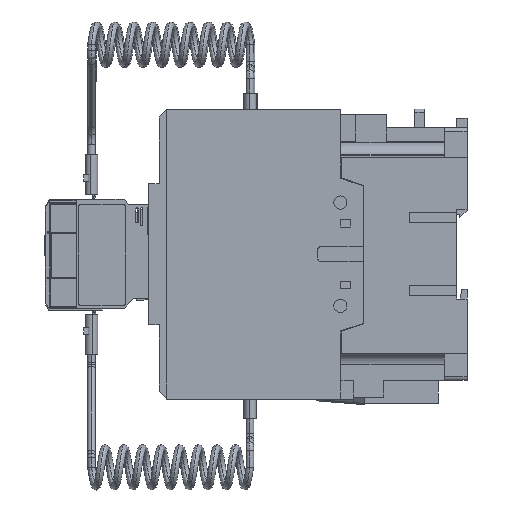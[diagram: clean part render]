
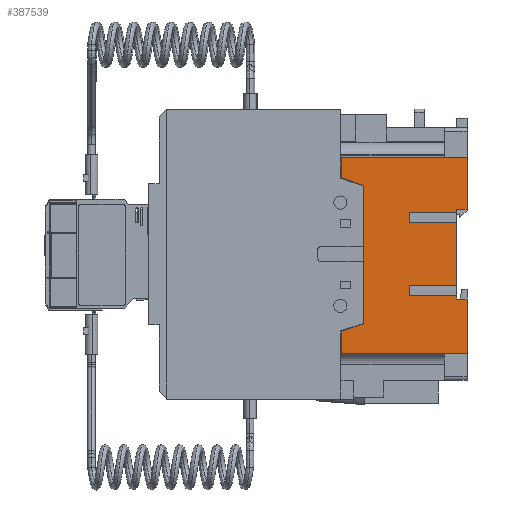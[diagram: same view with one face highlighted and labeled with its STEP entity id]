
A CAD part, left-side view. The second image highlights one B-rep face of the part: STEP entity #387539.
In plain terms, the highlighted planar face has unit normal (-1, 0, 0).
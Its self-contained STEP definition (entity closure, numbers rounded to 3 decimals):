
#371422=DIRECTION('',(0.,1.,0.));
#371423=VECTOR('',#371422,4.2);
#371424=CARTESIAN_POINT('',(-37.675,0.,-17.75));
#371425=LINE('',#371424,#371423);
#371506=DIRECTION('',(0.,0.,1.));
#371507=VECTOR('',#371506,1.25);
#371508=CARTESIAN_POINT('',(-37.675,4.2,-17.75));
#371509=LINE('',#371508,#371507);
#371527=DIRECTION('',(0.,0.,1.));
#371528=VECTOR('',#371527,25.);
#371529=CARTESIAN_POINT('',(-37.675,4.2,-12.5));
#371530=LINE('',#371529,#371528);
#371555=DIRECTION('',(0.,0.,1.));
#371556=VECTOR('',#371555,1.25);
#371557=CARTESIAN_POINT('',(-37.675,4.2,16.5));
#371558=LINE('',#371557,#371556);
#371905=DIRECTION('',(0.,-1.,0.));
#371906=VECTOR('',#371905,4.2);
#371907=CARTESIAN_POINT('',(-37.675,4.2,17.75));
#371908=LINE('',#371907,#371906);
#371926=DIRECTION('',(0.,0.,1.));
#371927=VECTOR('',#371926,8.928);
#371928=CARTESIAN_POINT('',(-37.675,49.9,-39.45));
#371929=LINE('',#371928,#371927);
#371933=DIRECTION('',(0.,-0.949,0.316));
#371934=VECTOR('',#371933,9.487);
#371935=CARTESIAN_POINT('',(-37.675,49.9,-30.522));
#371936=LINE('',#371935,#371934);
#371940=DIRECTION('',(0.,0.,1.));
#371941=VECTOR('',#371940,54.744);
#371942=CARTESIAN_POINT('',(-37.675,40.9,-27.522));
#371943=LINE('',#371942,#371941);
#371947=DIRECTION('',(0.,0.949,0.316));
#371948=VECTOR('',#371947,9.487);
#371949=CARTESIAN_POINT('',(-37.675,40.9,27.222));
#371950=LINE('',#371949,#371948);
#371954=DIRECTION('',(0.,0.,1.));
#371955=VECTOR('',#371954,7.928);
#371956=CARTESIAN_POINT('',(-37.675,49.9,30.222));
#371957=LINE('',#371956,#371955);
#371961=DIRECTION('',(0.,1.,0.));
#371962=VECTOR('',#371961,18.8);
#371963=CARTESIAN_POINT('',(-37.675,4.2,16.5));
#371964=LINE('',#371963,#371962);
#371968=DIRECTION('',(0.,0.,-1.));
#371969=VECTOR('',#371968,4.);
#371970=CARTESIAN_POINT('',(-37.675,23.,16.5));
#371971=LINE('',#371970,#371969);
#371975=DIRECTION('',(0.,-1.,0.));
#371976=VECTOR('',#371975,18.8);
#371977=CARTESIAN_POINT('',(-37.675,23.,12.5));
#371978=LINE('',#371977,#371976);
#371982=DIRECTION('',(0.,1.,0.));
#371983=VECTOR('',#371982,18.8);
#371984=CARTESIAN_POINT('',(-37.675,4.2,-12.5));
#371985=LINE('',#371984,#371983);
#371989=DIRECTION('',(0.,0.,-1.));
#371990=VECTOR('',#371989,4.);
#371991=CARTESIAN_POINT('',(-37.675,23.,-12.5));
#371992=LINE('',#371991,#371990);
#371996=DIRECTION('',(0.,-1.,0.));
#371997=VECTOR('',#371996,18.8);
#371998=CARTESIAN_POINT('',(-37.675,23.,-16.5));
#371999=LINE('',#371998,#371997);
#372038=DIRECTION('',(0.,-1.,0.));
#372039=VECTOR('',#372038,49.9);
#372040=CARTESIAN_POINT('',(-37.675,49.9,-39.45));
#372041=LINE('',#372040,#372039);
#372060=DIRECTION('',(0.,0.,1.));
#372061=VECTOR('',#372060,21.7);
#372062=CARTESIAN_POINT('',(-37.675,0.,-39.45));
#372063=LINE('',#372062,#372061);
#375786=DIRECTION('',(0.,1.,0.));
#375787=VECTOR('',#375786,49.9);
#375788=CARTESIAN_POINT('',(-37.675,0.,38.15));
#375789=LINE('',#375788,#375787);
#375835=DIRECTION('',(0.,0.,1.));
#375836=VECTOR('',#375835,20.4);
#375837=CARTESIAN_POINT('',(-37.675,0.,17.75));
#375838=LINE('',#375837,#375836);
#382565=CARTESIAN_POINT('',(-37.675,4.2,-17.75));
#382566=VERTEX_POINT('',#382565);
#382583=CARTESIAN_POINT('',(-37.675,0.,-17.75));
#382584=VERTEX_POINT('',#382583);
#382607=CARTESIAN_POINT('',(-37.675,4.2,-16.5));
#382608=VERTEX_POINT('',#382607);
#382613=CARTESIAN_POINT('',(-37.675,4.2,-12.5));
#382614=VERTEX_POINT('',#382613);
#382615=CARTESIAN_POINT('',(-37.675,4.2,12.5));
#382616=VERTEX_POINT('',#382615);
#382621=CARTESIAN_POINT('',(-37.675,4.2,16.5));
#382622=VERTEX_POINT('',#382621);
#382623=CARTESIAN_POINT('',(-37.675,4.2,17.75));
#382624=VERTEX_POINT('',#382623);
#382745=CARTESIAN_POINT('',(-37.675,0.,17.75));
#382746=VERTEX_POINT('',#382745);
#382747=CARTESIAN_POINT('',(-37.675,49.9,-39.45));
#382748=CARTESIAN_POINT('',(-37.675,49.9,-30.522));
#382749=VERTEX_POINT('',#382747);
#382750=VERTEX_POINT('',#382748);
#382751=CARTESIAN_POINT('',(-37.675,40.9,-27.522));
#382752=VERTEX_POINT('',#382751);
#382753=CARTESIAN_POINT('',(-37.675,40.9,27.222));
#382754=VERTEX_POINT('',#382753);
#382755=CARTESIAN_POINT('',(-37.675,49.9,30.222));
#382756=VERTEX_POINT('',#382755);
#382757=CARTESIAN_POINT('',(-37.675,49.9,38.15));
#382758=VERTEX_POINT('',#382757);
#382759=CARTESIAN_POINT('',(-37.675,0.,38.15));
#382760=VERTEX_POINT('',#382759);
#382761=CARTESIAN_POINT('',(-37.675,23.,16.5));
#382762=VERTEX_POINT('',#382761);
#382763=CARTESIAN_POINT('',(-37.675,23.,12.5));
#382764=VERTEX_POINT('',#382763);
#382765=CARTESIAN_POINT('',(-37.675,23.,-12.5));
#382766=VERTEX_POINT('',#382765);
#382767=CARTESIAN_POINT('',(-37.675,23.,-16.5));
#382768=VERTEX_POINT('',#382767);
#382769=CARTESIAN_POINT('',(-37.675,0.,-39.45));
#382770=VERTEX_POINT('',#382769);
#387497=CARTESIAN_POINT('',(-37.675,24.95,-0.65));
#387498=DIRECTION('',(1.,0.,0.));
#387499=DIRECTION('',(0.,0.,-1.));
#387500=AXIS2_PLACEMENT_3D('',#387497,#387498,#387499);
#387501=PLANE('',#387500);
#387503=ORIENTED_EDGE('',*,*,#387502,.T.);
#387505=ORIENTED_EDGE('',*,*,#387504,.T.);
#387507=ORIENTED_EDGE('',*,*,#387506,.T.);
#387509=ORIENTED_EDGE('',*,*,#387508,.T.);
#387511=ORIENTED_EDGE('',*,*,#387510,.T.);
#387513=ORIENTED_EDGE('',*,*,#387512,.F.);
#387515=ORIENTED_EDGE('',*,*,#387514,.F.);
#387516=ORIENTED_EDGE('',*,*,#387481,.F.);
#387517=ORIENTED_EDGE('',*,*,#387059,.F.);
#387519=ORIENTED_EDGE('',*,*,#387518,.T.);
#387521=ORIENTED_EDGE('',*,*,#387520,.T.);
#387523=ORIENTED_EDGE('',*,*,#387522,.T.);
#387524=ORIENTED_EDGE('',*,*,#387051,.F.);
#387526=ORIENTED_EDGE('',*,*,#387525,.T.);
#387528=ORIENTED_EDGE('',*,*,#387527,.T.);
#387530=ORIENTED_EDGE('',*,*,#387529,.T.);
#387531=ORIENTED_EDGE('',*,*,#387043,.F.);
#387532=ORIENTED_EDGE('',*,*,#386996,.F.);
#387534=ORIENTED_EDGE('',*,*,#387533,.F.);
#387536=ORIENTED_EDGE('',*,*,#387535,.F.);
#387537=EDGE_LOOP('',(#387503,#387505,#387507,#387509,#387511,#387513,#387515,
#387516,#387517,#387519,#387521,#387523,#387524,#387526,#387528,#387530,#387531,
#387532,#387534,#387536));
#387538=FACE_OUTER_BOUND('',#387537,.F.);
#386996=EDGE_CURVE('',#382584,#382566,#371425,.T.);
#387043=EDGE_CURVE('',#382566,#382608,#371509,.T.);
#387051=EDGE_CURVE('',#382614,#382616,#371530,.T.);
#387059=EDGE_CURVE('',#382622,#382624,#371558,.T.);
#387481=EDGE_CURVE('',#382624,#382746,#371908,.T.);
#387502=EDGE_CURVE('',#382749,#382750,#371929,.T.);
#387504=EDGE_CURVE('',#382750,#382752,#371936,.T.);
#387506=EDGE_CURVE('',#382752,#382754,#371943,.T.);
#387508=EDGE_CURVE('',#382754,#382756,#371950,.T.);
#387510=EDGE_CURVE('',#382756,#382758,#371957,.T.);
#387512=EDGE_CURVE('',#382760,#382758,#375789,.T.);
#387514=EDGE_CURVE('',#382746,#382760,#375838,.T.);
#387518=EDGE_CURVE('',#382622,#382762,#371964,.T.);
#387520=EDGE_CURVE('',#382762,#382764,#371971,.T.);
#387522=EDGE_CURVE('',#382764,#382616,#371978,.T.);
#387525=EDGE_CURVE('',#382614,#382766,#371985,.T.);
#387527=EDGE_CURVE('',#382766,#382768,#371992,.T.);
#387529=EDGE_CURVE('',#382768,#382608,#371999,.T.);
#387533=EDGE_CURVE('',#382770,#382584,#372063,.T.);
#387535=EDGE_CURVE('',#382749,#382770,#372041,.T.);
#387539=ADVANCED_FACE('',(#387538),#387501,.F.);
